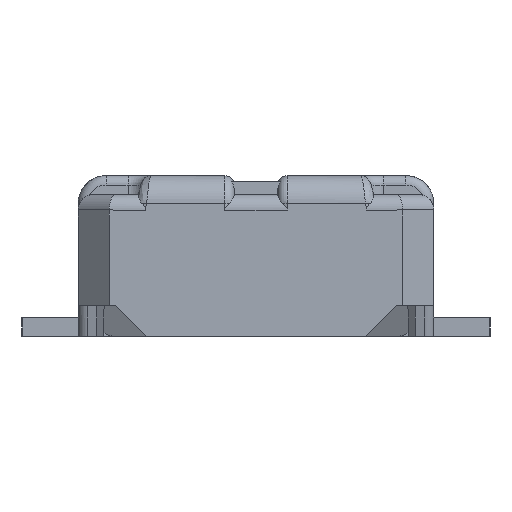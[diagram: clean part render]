
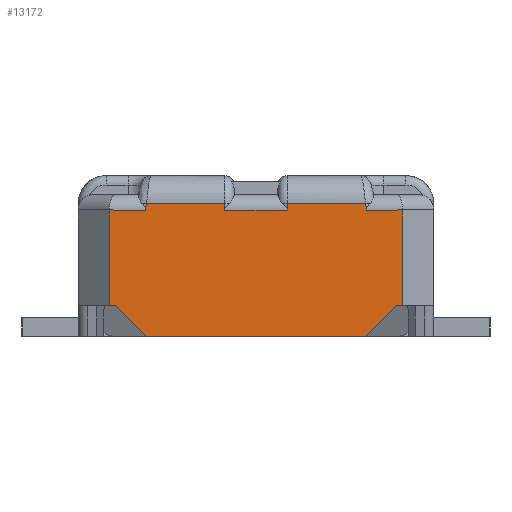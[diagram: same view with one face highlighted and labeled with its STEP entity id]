
A CAD part, left-side view. The second image highlights one B-rep face of the part: STEP entity #13172.
In plain terms, the highlighted planar face has unit normal (-1, 0, 0).
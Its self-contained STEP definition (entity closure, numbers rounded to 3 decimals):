
#177=DIRECTION('',(0.,1.,0.));
#178=VECTOR('',#177,0.7);
#179=CARTESIAN_POINT('',(-3.475,-0.35,0.));
#180=LINE('',#179,#178);
#3216=DIRECTION('',(0.,-0.002,-1.));
#3217=VECTOR('',#3216,0.02);
#3218=CARTESIAN_POINT('',(-3.475,-0.1,
0.425));
#3219=LINE('',#3218,#3217);
#3223=DIRECTION('',(0.,1.,0.));
#3224=VECTOR('',#3223,0.25);
#3225=CARTESIAN_POINT('',(-3.475,-0.351,
0.425));
#3226=LINE('',#3225,#3224);
#3230=DIRECTION('',(0.,0.179,0.984));
#3231=VECTOR('',#3230,0.02);
#3232=CARTESIAN_POINT('',(-3.475,-0.355,
0.405));
#3233=LINE('',#3232,#3231);
#3237=DIRECTION('',(0.,0.,1.));
#3238=VECTOR('',#3237,0.305);
#3239=CARTESIAN_POINT('',(-3.475,-0.47,
0.1));
#3240=LINE('',#3239,#3238);
#3244=DIRECTION('',(0.,-1.,0.));
#3245=VECTOR('',#3244,0.02);
#3246=CARTESIAN_POINT('',(-3.475,-0.45,
0.1));
#3247=LINE('',#3246,#3245);
#3251=DIRECTION('',(0.,-0.707,0.707));
#3252=VECTOR('',#3251,0.141);
#3253=CARTESIAN_POINT('',(-3.475,-0.35,0.));
#3254=LINE('',#3253,#3252);
#3258=DIRECTION('',(0.,-0.707,-0.707));
#3259=VECTOR('',#3258,0.141);
#3260=CARTESIAN_POINT('',(-3.475,0.45,
0.1));
#3261=LINE('',#3260,#3259);
#3265=DIRECTION('',(0.,1.,0.002));
#3266=VECTOR('',#3265,0.115);
#3267=CARTESIAN_POINT('',(-3.475,0.355,
0.405));
#3268=LINE('',#3267,#3266);
#3272=DIRECTION('',(0.,1.,0.));
#3273=VECTOR('',#3272,0.251);
#3274=CARTESIAN_POINT('',(-3.475,0.1,
0.425));
#3275=LINE('',#3274,#3273);
#3279=DIRECTION('',(0.,1.,-0.001));
#3280=VECTOR('',#3279,0.201);
#3281=CARTESIAN_POINT('',(-3.475,-0.1,
0.405));
#3282=LINE('',#3281,#3280);
#3681=DIRECTION('',(0.,0.,-1.));
#3682=VECTOR('',#3681,0.02);
#3683=CARTESIAN_POINT('',(-3.475,0.1,
0.425));
#3684=LINE('',#3683,#3682);
#3740=DIRECTION('',(0.,-0.177,0.984));
#3741=VECTOR('',#3740,0.021);
#3742=CARTESIAN_POINT('',(-3.475,0.355,
0.405));
#3743=LINE('',#3742,#3741);
#3798=DIRECTION('',(0.,0.,1.));
#3799=VECTOR('',#3798,0.305);
#3800=CARTESIAN_POINT('',(-3.475,0.47,
0.1));
#3801=LINE('',#3800,#3799);
#3819=DIRECTION('',(0.,1.,0.));
#3820=VECTOR('',#3819,0.02);
#3821=CARTESIAN_POINT('',(-3.475,0.45,
0.1));
#3822=LINE('',#3821,#3820);
#5858=DIRECTION('',(0.,-1.,0.002));
#5859=VECTOR('',#5858,0.115);
#5860=CARTESIAN_POINT('',(-3.475,-0.355,
0.405));
#5861=LINE('',#5860,#5859);
#8366=CARTESIAN_POINT('',(-3.475,0.35,0.));
#8367=VERTEX_POINT('',#8366);
#8368=CARTESIAN_POINT('',(-3.475,-0.35,0.));
#8369=VERTEX_POINT('',#8368);
#9140=CARTESIAN_POINT('',(-3.475,-0.45,
0.1));
#9141=VERTEX_POINT('',#9140);
#9172=CARTESIAN_POINT('',(-3.475,-0.47,
0.1));
#9173=VERTEX_POINT('',#9172);
#9174=CARTESIAN_POINT('',(-3.475,-0.351,
0.425));
#9175=CARTESIAN_POINT('',(-3.475,-0.1,
0.425));
#9176=VERTEX_POINT('',#9174);
#9177=VERTEX_POINT('',#9175);
#9178=CARTESIAN_POINT('',(-3.475,-0.355,
0.405));
#9179=VERTEX_POINT('',#9178);
#9180=CARTESIAN_POINT('',(-3.475,-0.47,
0.405));
#9181=VERTEX_POINT('',#9180);
#9182=CARTESIAN_POINT('',(-3.475,0.45,
0.1));
#9183=VERTEX_POINT('',#9182);
#9184=CARTESIAN_POINT('',(-3.475,0.47,
0.1));
#9185=VERTEX_POINT('',#9184);
#9186=CARTESIAN_POINT('',(-3.475,0.47,
0.405));
#9187=VERTEX_POINT('',#9186);
#9188=CARTESIAN_POINT('',(-3.475,0.355,
0.405));
#9189=VERTEX_POINT('',#9188);
#9190=CARTESIAN_POINT('',(-3.475,0.351,
0.425));
#9191=VERTEX_POINT('',#9190);
#9192=CARTESIAN_POINT('',(-3.475,0.1,
0.425));
#9193=VERTEX_POINT('',#9192);
#9194=CARTESIAN_POINT('',(-3.475,0.1,
0.405));
#9195=VERTEX_POINT('',#9194);
#9196=CARTESIAN_POINT('',(-3.475,-0.1,
0.405));
#9197=VERTEX_POINT('',#9196);
#13136=CARTESIAN_POINT('',(-3.475,-0.496,
0.438));
#13137=DIRECTION('',(-1.,0.,0.));
#13138=DIRECTION('',(0.,1.,0.));
#13139=AXIS2_PLACEMENT_3D('',#13136,#13137,#13138);
#13140=PLANE('',#13139);
#13142=ORIENTED_EDGE('',*,*,#13141,.F.);
#13144=ORIENTED_EDGE('',*,*,#13143,.F.);
#13146=ORIENTED_EDGE('',*,*,#13145,.F.);
#13148=ORIENTED_EDGE('',*,*,#13147,.T.);
#13150=ORIENTED_EDGE('',*,*,#13149,.F.);
#13151=ORIENTED_EDGE('',*,*,#13121,.F.);
#13152=ORIENTED_EDGE('',*,*,#12813,.F.);
#13153=ORIENTED_EDGE('',*,*,#9628,.T.);
#13155=ORIENTED_EDGE('',*,*,#13154,.F.);
#13157=ORIENTED_EDGE('',*,*,#13156,.T.);
#13159=ORIENTED_EDGE('',*,*,#13158,.T.);
#13161=ORIENTED_EDGE('',*,*,#13160,.F.);
#13163=ORIENTED_EDGE('',*,*,#13162,.T.);
#13165=ORIENTED_EDGE('',*,*,#13164,.F.);
#13167=ORIENTED_EDGE('',*,*,#13166,.T.);
#13169=ORIENTED_EDGE('',*,*,#13168,.F.);
#13170=EDGE_LOOP('',(#13142,#13144,#13146,#13148,#13150,#13151,#13152,#13153,
#13155,#13157,#13159,#13161,#13163,#13165,#13167,#13169));
#13171=FACE_OUTER_BOUND('',#13170,.F.);
#9628=EDGE_CURVE('',#8369,#8367,#180,.T.);
#12813=EDGE_CURVE('',#8369,#9141,#3254,.T.);
#13121=EDGE_CURVE('',#9141,#9173,#3247,.T.);
#13141=EDGE_CURVE('',#9177,#9197,#3219,.T.);
#13143=EDGE_CURVE('',#9176,#9177,#3226,.T.);
#13145=EDGE_CURVE('',#9179,#9176,#3233,.T.);
#13147=EDGE_CURVE('',#9179,#9181,#5861,.T.);
#13149=EDGE_CURVE('',#9173,#9181,#3240,.T.);
#13154=EDGE_CURVE('',#9183,#8367,#3261,.T.);
#13156=EDGE_CURVE('',#9183,#9185,#3822,.T.);
#13158=EDGE_CURVE('',#9185,#9187,#3801,.T.);
#13160=EDGE_CURVE('',#9189,#9187,#3268,.T.);
#13162=EDGE_CURVE('',#9189,#9191,#3743,.T.);
#13164=EDGE_CURVE('',#9193,#9191,#3275,.T.);
#13166=EDGE_CURVE('',#9193,#9195,#3684,.T.);
#13168=EDGE_CURVE('',#9197,#9195,#3282,.T.);
#13172=ADVANCED_FACE('',(#13171),#13140,.T.);
